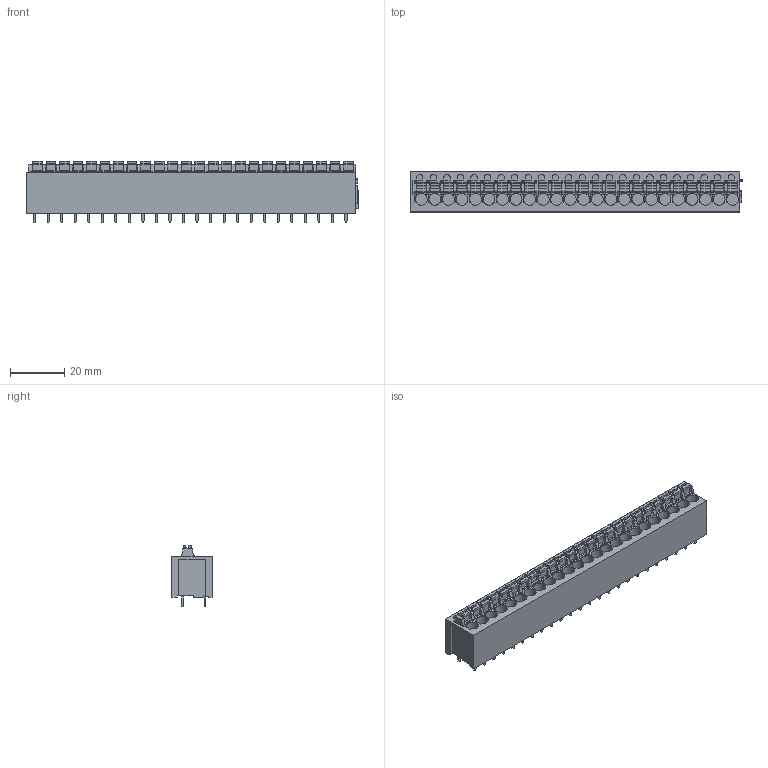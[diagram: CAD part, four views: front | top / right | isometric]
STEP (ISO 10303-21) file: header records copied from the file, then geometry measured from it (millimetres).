
FILE_DESCRIPTION(('CATIA V5 STEP Exchange','CAx-IF Rec.Pracs.--- Model Styling and Organization---1.2---2011-12-15'),'2;1');
FILE_NAME ('D1451079_0', '2018-09-06T17:41:32+00:00', ('none'), ('Weidmueller'), 'CATIA Version 5-6 Release 2014', 'CATIA V5 STEP AP214', 'none');
FILE_SCHEMA(('AUTOMOTIVE_DESIGN { 1 0 10303 214 1 1 1 1 }'));
Length unit declared in the file: millimetre
Products named in the file (1): 1330420000
Bounding box: 122.65 x 14.8 x 22.7 mm (x, y, z)
Volume: 25455 mm3; surface area: 14794.6 mm2
Topology: 73 solids, 73 shells, 1596 faces, 4197 edges, 2798 vertices
Faces by surface type: plane 1241, cylinder 355
Entity records: 43625 total; most frequent: ORIENTED_EDGE 8394, CARTESIAN_POINT 7936, DIRECTION 5477, EDGE_CURVE 4197, VECTOR 3415, LINE 3415, VERTEX_POINT 2798, EDGE_LOOP 1647
